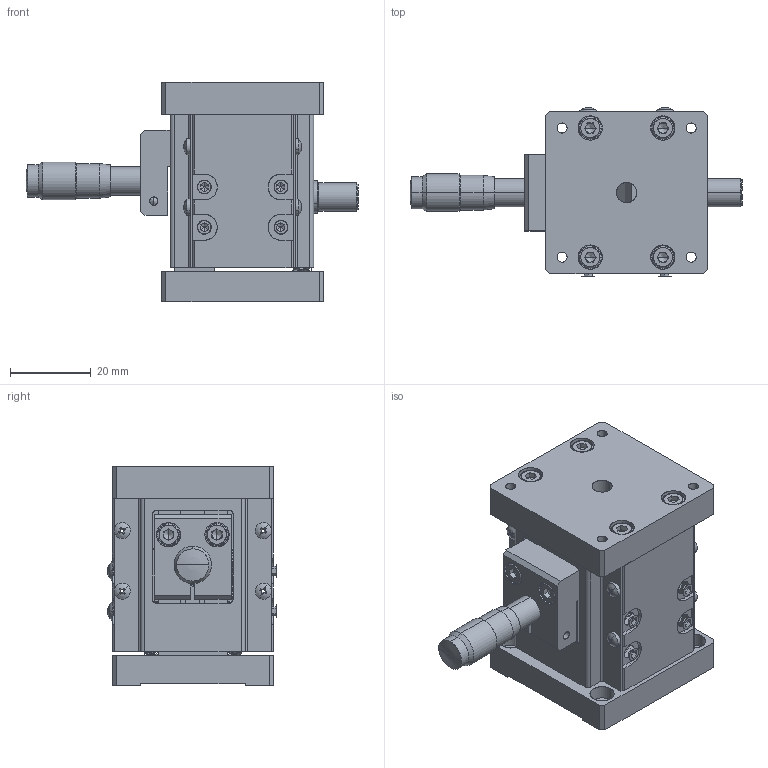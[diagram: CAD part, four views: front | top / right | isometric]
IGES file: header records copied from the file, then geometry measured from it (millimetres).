
Start section: SolidWorks IGES file using analytic representation for surfaces
Global section: file name: AKV6A-40C.IGS; native system: SolidWorks 2017; preprocessor: SolidWorks 2017; author: deng-ran; date: 191104.142505; units: millimetre
Bounding box: 82.31 x 41.69 x 54.5 mm (x, y, z)
Surface area: 23541.9 mm2 (no closed solid volume)
Topology: 0 solids, 0 shells, 785 faces, 8767 edges, 8744 vertices
Faces by surface type: bspline 558, revolution 227
